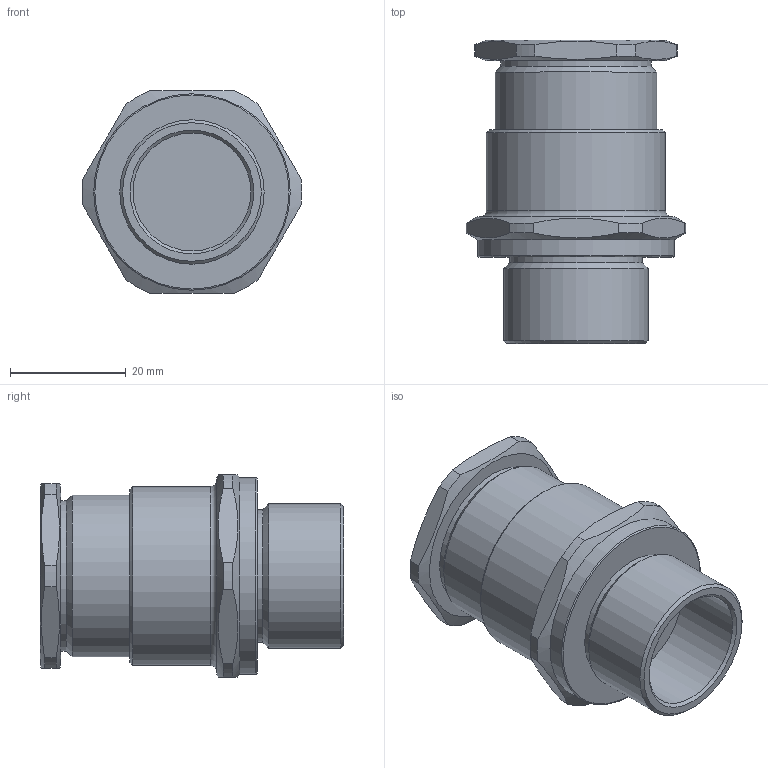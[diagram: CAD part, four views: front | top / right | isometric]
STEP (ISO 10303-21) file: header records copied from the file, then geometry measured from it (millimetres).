
FILE_DESCRIPTION(/* description */ (''),/* implementation_level */ '2;1');
FILE_NAME(/* name */ 'ГОФРОМАТИК ВКВ2-M25-20.stp',/* time_stamp */ '2023-03-23T11:43:18+07:00',/* author */ ('zeta-09'),/* organization */ (''),/* preprocessor_version */ 'ST-DEVELOPER v18.1',/* originating_system */ 'Autodesk Inventor 2021',/* authorisation */ '');
FILE_SCHEMA (('AUTOMOTIVE_DESIGN { 1 0 10303 214 3 1 1 }'));
Length unit declared in the file: millimetre
Products named in the file (1): Деталь3
Bounding box: 37.98 x 52.5 x 35 mm (x, y, z)
Volume: 29034.8 mm3; surface area: 8535.1 mm2
Topology: 1 solids, 1 shells, 52 faces, 124 edges, 80 vertices
Faces by surface type: plane 20, cylinder 20, cone 9, torus 3
Full cylindrical faces by diameter (mm): 20.4 x1, 23 x2, 25 x1, 26 x1, 28 x1, 31 x1, 34 x1
Entity records: 1604 total; most frequent: CARTESIAN_POINT 309, DIRECTION 261, ORIENTED_EDGE 248, EDGE_CURVE 124, AXIS2_PLACEMENT_3D 110, VERTEX_POINT 80, EDGE_LOOP 58, CIRCLE 57
